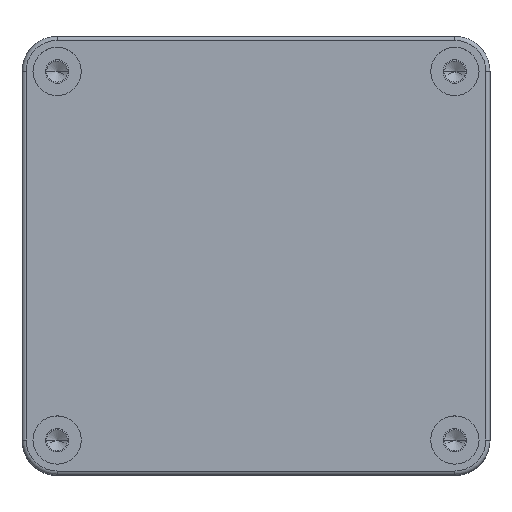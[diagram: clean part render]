
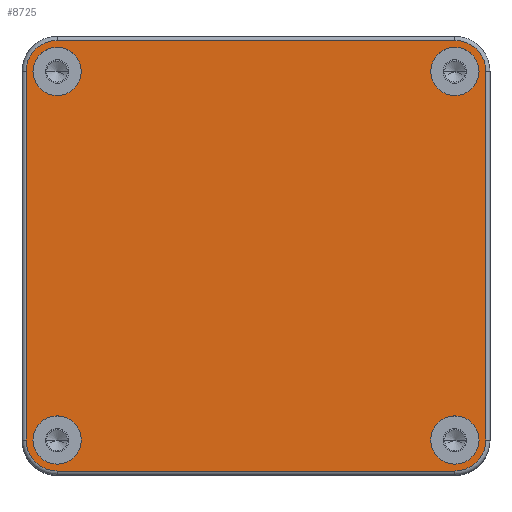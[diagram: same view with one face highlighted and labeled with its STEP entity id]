
A CAD part, top view. The second image highlights one B-rep face of the part: STEP entity #8725.
In plain terms, the highlighted planar face has unit normal (0, 0, 1).
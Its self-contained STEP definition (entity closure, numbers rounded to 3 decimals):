
#6482=CARTESIAN_POINT('',(-34.,31.5,15.));
#6483=DIRECTION('',(0.,0.,1.));
#6484=DIRECTION('',(-1.,0.,0.));
#6485=AXIS2_PLACEMENT_3D('',#6482,#6483,#6484);
#6490=CARTESIAN_POINT('',(-34.,31.5,15.));
#6491=DIRECTION('',(0.,0.,1.));
#6492=DIRECTION('',(1.,0.,0.));
#6493=AXIS2_PLACEMENT_3D('',#6490,#6491,#6492);
#6498=CARTESIAN_POINT('',(34.,31.5,15.));
#6499=DIRECTION('',(0.,0.,-1.));
#6500=DIRECTION('',(1.,0.,0.));
#6501=AXIS2_PLACEMENT_3D('',#6498,#6499,#6500);
#6506=CARTESIAN_POINT('',(34.,31.5,15.));
#6507=DIRECTION('',(0.,0.,-1.));
#6508=DIRECTION('',(-1.,0.,0.));
#6509=AXIS2_PLACEMENT_3D('',#6506,#6507,#6508);
#6514=CARTESIAN_POINT('',(-34.,-31.5,15.));
#6515=DIRECTION('',(0.,0.,-1.));
#6516=DIRECTION('',(-1.,0.,0.));
#6517=AXIS2_PLACEMENT_3D('',#6514,#6515,#6516);
#6522=CARTESIAN_POINT('',(-34.,-31.5,15.));
#6523=DIRECTION('',(0.,0.,-1.));
#6524=DIRECTION('',(1.,0.,0.));
#6525=AXIS2_PLACEMENT_3D('',#6522,#6523,#6524);
#6530=CARTESIAN_POINT('',(34.,-31.5,15.));
#6531=DIRECTION('',(0.,0.,1.));
#6532=DIRECTION('',(1.,0.,0.));
#6533=AXIS2_PLACEMENT_3D('',#6530,#6531,#6532);
#6538=CARTESIAN_POINT('',(34.,-31.5,15.));
#6539=DIRECTION('',(0.,0.,1.));
#6540=DIRECTION('',(-1.,0.,0.));
#6541=AXIS2_PLACEMENT_3D('',#6538,#6539,#6540);
#6546=CARTESIAN_POINT('',(-34.,-31.5,15.));
#6547=DIRECTION('',(0.,0.,1.));
#6548=DIRECTION('',(-1.,0.,0.));
#6549=AXIS2_PLACEMENT_3D('',#6546,#6547,#6548);
#6554=DIRECTION('',(0.,-1.,0.));
#6555=VECTOR('',#6554,63.);
#6556=CARTESIAN_POINT('',(-39.3,31.5,15.));
#6557=LINE('',#6556,#6555);
#6561=CARTESIAN_POINT('',(-34.,31.5,15.));
#6562=DIRECTION('',(0.,0.,1.));
#6563=DIRECTION('',(0.,1.,0.));
#6564=AXIS2_PLACEMENT_3D('',#6561,#6562,#6563);
#6569=DIRECTION('',(-1.,0.,0.));
#6570=VECTOR('',#6569,68.);
#6571=CARTESIAN_POINT('',(34.,36.8,15.));
#6572=LINE('',#6571,#6570);
#6576=CARTESIAN_POINT('',(34.,31.5,15.));
#6577=DIRECTION('',(0.,0.,1.));
#6578=DIRECTION('',(1.,0.,0.));
#6579=AXIS2_PLACEMENT_3D('',#6576,#6577,#6578);
#6584=DIRECTION('',(0.,1.,0.));
#6585=VECTOR('',#6584,63.);
#6586=CARTESIAN_POINT('',(39.3,-31.5,15.));
#6587=LINE('',#6586,#6585);
#6591=CARTESIAN_POINT('',(34.,-31.5,15.));
#6592=DIRECTION('',(0.,0.,1.));
#6593=DIRECTION('',(0.,-1.,0.));
#6594=AXIS2_PLACEMENT_3D('',#6591,#6592,#6593);
#6599=DIRECTION('',(1.,0.,0.));
#6600=VECTOR('',#6599,68.);
#6601=CARTESIAN_POINT('',(-34.,-36.8,15.));
#6602=LINE('',#6601,#6600);
#8100=CARTESIAN_POINT('',(-38.125,31.5,15.));
#8101=CARTESIAN_POINT('',(-29.875,31.5,15.));
#8102=VERTEX_POINT('',#8100);
#8103=VERTEX_POINT('',#8101);
#8116=CARTESIAN_POINT('',(38.125,31.5,15.));
#8117=CARTESIAN_POINT('',(29.875,31.5,15.));
#8118=VERTEX_POINT('',#8116);
#8119=VERTEX_POINT('',#8117);
#8132=CARTESIAN_POINT('',(-38.125,-31.5,15.));
#8133=CARTESIAN_POINT('',(-29.875,-31.5,15.));
#8134=VERTEX_POINT('',#8132);
#8135=VERTEX_POINT('',#8133);
#8148=CARTESIAN_POINT('',(38.125,-31.5,15.));
#8149=CARTESIAN_POINT('',(29.875,-31.5,15.));
#8150=VERTEX_POINT('',#8148);
#8151=VERTEX_POINT('',#8149);
#8248=CARTESIAN_POINT('',(-39.3,-31.5,15.));
#8249=CARTESIAN_POINT('',(-34.,-36.8,15.));
#8250=VERTEX_POINT('',#8248);
#8251=VERTEX_POINT('',#8249);
#8256=CARTESIAN_POINT('',(34.,-36.8,15.));
#8257=VERTEX_POINT('',#8256);
#8260=CARTESIAN_POINT('',(39.3,-31.5,15.));
#8261=VERTEX_POINT('',#8260);
#8264=CARTESIAN_POINT('',(39.3,31.5,15.));
#8265=VERTEX_POINT('',#8264);
#8268=CARTESIAN_POINT('',(34.,36.8,15.));
#8269=VERTEX_POINT('',#8268);
#8272=CARTESIAN_POINT('',(-34.,36.8,15.));
#8273=VERTEX_POINT('',#8272);
#8276=CARTESIAN_POINT('',(-39.3,31.5,15.));
#8277=VERTEX_POINT('',#8276);
#8679=CARTESIAN_POINT('',(0.,0.,15.));
#8680=DIRECTION('',(0.,0.,1.));
#8681=DIRECTION('',(1.,0.,0.));
#8682=AXIS2_PLACEMENT_3D('',#8679,#8680,#8681);
#8683=PLANE('',#8682);
#8685=ORIENTED_EDGE('',*,*,#8684,.F.);
#8687=ORIENTED_EDGE('',*,*,#8686,.F.);
#8689=ORIENTED_EDGE('',*,*,#8688,.F.);
#8691=ORIENTED_EDGE('',*,*,#8690,.F.);
#8693=ORIENTED_EDGE('',*,*,#8692,.F.);
#8695=ORIENTED_EDGE('',*,*,#8694,.F.);
#8697=ORIENTED_EDGE('',*,*,#8696,.F.);
#8699=ORIENTED_EDGE('',*,*,#8698,.F.);
#8700=EDGE_LOOP('',(#8685,#8687,#8689,#8691,#8693,#8695,#8697,#8699));
#8701=FACE_OUTER_BOUND('',#8700,.F.);
#8703=ORIENTED_EDGE('',*,*,#8702,.F.);
#8705=ORIENTED_EDGE('',*,*,#8704,.F.);
#8706=EDGE_LOOP('',(#8703,#8705));
#8707=FACE_BOUND('',#8706,.F.);
#8709=ORIENTED_EDGE('',*,*,#8708,.F.);
#8711=ORIENTED_EDGE('',*,*,#8710,.F.);
#8712=EDGE_LOOP('',(#8709,#8711));
#8713=FACE_BOUND('',#8712,.F.);
#8715=ORIENTED_EDGE('',*,*,#8714,.T.);
#8717=ORIENTED_EDGE('',*,*,#8716,.T.);
#8718=EDGE_LOOP('',(#8715,#8717));
#8719=FACE_BOUND('',#8718,.F.);
#8720=ORIENTED_EDGE('',*,*,#8669,.T.);
#8722=ORIENTED_EDGE('',*,*,#8721,.T.);
#8723=EDGE_LOOP('',(#8720,#8722));
#8724=FACE_BOUND('',#8723,.F.);
#6486=CIRCLE('',#6485,4.125);
#6494=CIRCLE('',#6493,4.125);
#6502=CIRCLE('',#6501,4.125);
#6510=CIRCLE('',#6509,4.125);
#6518=CIRCLE('',#6517,4.125);
#6526=CIRCLE('',#6525,4.125);
#6534=CIRCLE('',#6533,4.125);
#6542=CIRCLE('',#6541,4.125);
#6550=CIRCLE('',#6549,5.3);
#6565=CIRCLE('',#6564,5.3);
#6580=CIRCLE('',#6579,5.3);
#6595=CIRCLE('',#6594,5.3);
#8669=EDGE_CURVE('',#8102,#8103,#6486,.T.);
#8684=EDGE_CURVE('',#8250,#8251,#6550,.T.);
#8686=EDGE_CURVE('',#8277,#8250,#6557,.T.);
#8688=EDGE_CURVE('',#8273,#8277,#6565,.T.);
#8690=EDGE_CURVE('',#8269,#8273,#6572,.T.);
#8692=EDGE_CURVE('',#8265,#8269,#6580,.T.);
#8694=EDGE_CURVE('',#8261,#8265,#6587,.T.);
#8696=EDGE_CURVE('',#8257,#8261,#6595,.T.);
#8698=EDGE_CURVE('',#8251,#8257,#6602,.T.);
#8702=EDGE_CURVE('',#8118,#8119,#6502,.T.);
#8704=EDGE_CURVE('',#8119,#8118,#6510,.T.);
#8708=EDGE_CURVE('',#8134,#8135,#6518,.T.);
#8710=EDGE_CURVE('',#8135,#8134,#6526,.T.);
#8714=EDGE_CURVE('',#8150,#8151,#6534,.T.);
#8716=EDGE_CURVE('',#8151,#8150,#6542,.T.);
#8721=EDGE_CURVE('',#8103,#8102,#6494,.T.);
#8725=ADVANCED_FACE('',(#8701,#8707,#8713,#8719,#8724),#8683,.T.);
